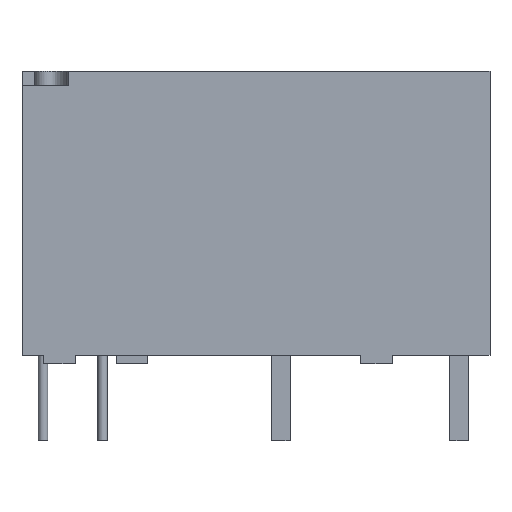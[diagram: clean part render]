
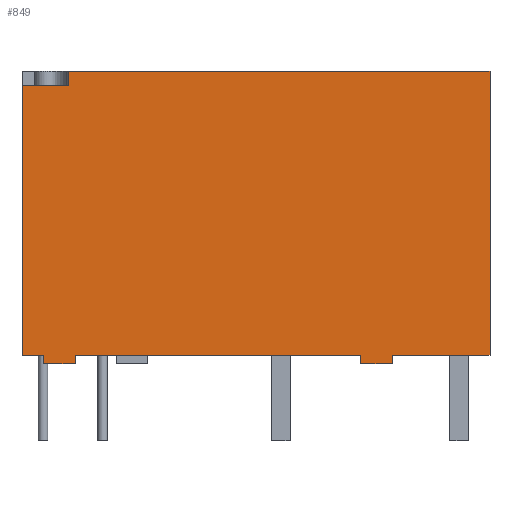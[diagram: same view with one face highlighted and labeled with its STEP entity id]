
A CAD part, front view. The second image highlights one B-rep face of the part: STEP entity #849.
In plain terms, the highlighted planar face has unit normal (0, -1, 0).
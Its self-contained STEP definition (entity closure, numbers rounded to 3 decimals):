
#53=FACE_OUTER_BOUND('',#103,.T.);
#103=EDGE_LOOP('',(#656,#657,#658,#659,#660,#661,#662,#663,#664,#665,#666,
#667,#668,#669));
#152=LINE('',#1214,#259);
#156=LINE('',#1222,#263);
#160=LINE('',#1230,#267);
#170=LINE('',#1254,#277);
#179=LINE('',#1275,#286);
#192=LINE('',#1301,#299);
#196=LINE('',#1310,#303);
#207=LINE('',#1329,#314);
#208=LINE('',#1332,#315);
#209=LINE('',#1334,#316);
#210=LINE('',#1335,#317);
#211=LINE('',#1337,#318);
#212=LINE('',#1338,#319);
#213=LINE('',#1339,#320);
#259=VECTOR('',#981,1000.);
#263=VECTOR('',#985,1000.);
#267=VECTOR('',#989,1000.);
#277=VECTOR('',#1007,1000.);
#286=VECTOR('',#1028,1000.);
#299=VECTOR('',#1049,1000.);
#303=VECTOR('',#1055,1000.);
#314=VECTOR('',#1070,1000.);
#315=VECTOR('',#1073,1000.);
#316=VECTOR('',#1074,1000.);
#317=VECTOR('',#1075,1000.);
#318=VECTOR('',#1076,1000.);
#319=VECTOR('',#1077,1000.);
#320=VECTOR('',#1078,1000.);
#362=VERTEX_POINT('',#1211);
#363=VERTEX_POINT('',#1213);
#366=VERTEX_POINT('',#1219);
#367=VERTEX_POINT('',#1221);
#370=VERTEX_POINT('',#1227);
#371=VERTEX_POINT('',#1229);
#381=VERTEX_POINT('',#1253);
#387=VERTEX_POINT('',#1273);
#394=VERTEX_POINT('',#1294);
#400=VERTEX_POINT('',#1308);
#406=VERTEX_POINT('',#1327);
#407=VERTEX_POINT('',#1331);
#408=VERTEX_POINT('',#1333);
#409=VERTEX_POINT('',#1336);
#444=EDGE_CURVE('',#363,#362,#152,.T.);
#448=EDGE_CURVE('',#367,#366,#156,.T.);
#452=EDGE_CURVE('',#371,#370,#160,.T.);
#464=EDGE_CURVE('',#381,#363,#170,.T.);
#475=EDGE_CURVE('',#387,#370,#179,.T.);
#488=EDGE_CURVE('',#394,#371,#192,.T.);
#492=EDGE_CURVE('',#400,#362,#196,.T.);
#503=EDGE_CURVE('',#406,#366,#207,.T.);
#504=EDGE_CURVE('',#407,#400,#208,.T.);
#505=EDGE_CURVE('',#408,#407,#209,.T.);
#506=EDGE_CURVE('',#394,#408,#210,.T.);
#507=EDGE_CURVE('',#387,#409,#211,.T.);
#508=EDGE_CURVE('',#409,#367,#212,.T.);
#509=EDGE_CURVE('',#406,#381,#213,.T.);
#656=ORIENTED_EDGE('',*,*,#504,.F.);
#657=ORIENTED_EDGE('',*,*,#505,.F.);
#658=ORIENTED_EDGE('',*,*,#506,.F.);
#659=ORIENTED_EDGE('',*,*,#488,.T.);
#660=ORIENTED_EDGE('',*,*,#452,.T.);
#661=ORIENTED_EDGE('',*,*,#475,.F.);
#662=ORIENTED_EDGE('',*,*,#507,.T.);
#663=ORIENTED_EDGE('',*,*,#508,.T.);
#664=ORIENTED_EDGE('',*,*,#448,.T.);
#665=ORIENTED_EDGE('',*,*,#503,.F.);
#666=ORIENTED_EDGE('',*,*,#509,.T.);
#667=ORIENTED_EDGE('',*,*,#464,.T.);
#668=ORIENTED_EDGE('',*,*,#444,.T.);
#669=ORIENTED_EDGE('',*,*,#492,.F.);
#791=PLANE('',#913);
#849=ADVANCED_FACE('',(#53),#791,.F.);
#913=AXIS2_PLACEMENT_3D('',#1330,#1071,#1072);
#981=DIRECTION('',(1.,0.,0.));
#985=DIRECTION('',(1.,0.,0.));
#989=DIRECTION('',(1.,0.,0.));
#1007=DIRECTION('',(0.,0.,1.));
#1028=DIRECTION('',(0.,0.,1.));
#1049=DIRECTION('',(0.,0.,-1.));
#1055=DIRECTION('',(0.,0.,-1.));
#1070=DIRECTION('',(0.,0.,1.));
#1071=DIRECTION('center_axis',(0.,1.,0.));
#1072=DIRECTION('ref_axis',(-1.,0.,0.));
#1073=DIRECTION('',(1.,0.,0.));
#1074=DIRECTION('',(0.,0.,1.));
#1075=DIRECTION('',(1.,0.,0.));
#1076=DIRECTION('',(1.,0.,0.));
#1077=DIRECTION('',(0.,0.,1.));
#1078=DIRECTION('',(1.,0.,0.));
#1211=CARTESIAN_POINT('',(10.,-2.54,0.35));
#1213=CARTESIAN_POINT('',(5.825,-2.54,0.35));
#1214=CARTESIAN_POINT('',(-10.,-2.54,0.35));
#1219=CARTESIAN_POINT('',(4.475,-2.54,0.35));
#1221=CARTESIAN_POINT('',(-7.725,-2.54,0.35));
#1222=CARTESIAN_POINT('',(-10.,-2.54,0.35));
#1227=CARTESIAN_POINT('',(-9.075,-2.54,0.35));
#1229=CARTESIAN_POINT('',(-10.,-2.54,0.35));
#1230=CARTESIAN_POINT('',(-10.,-2.54,0.35));
#1253=CARTESIAN_POINT('',(5.825,-2.54,0.));
#1254=CARTESIAN_POINT('',(5.825,-2.54,-1.423));
#1273=CARTESIAN_POINT('',(-9.075,-2.54,0.));
#1275=CARTESIAN_POINT('',(-9.075,-2.54,-1.423));
#1294=CARTESIAN_POINT('',(-10.,-2.54,11.9));
#1301=CARTESIAN_POINT('',(-10.,-2.54,12.5));
#1308=CARTESIAN_POINT('',(10.,-2.54,12.5));
#1310=CARTESIAN_POINT('',(10.,-2.54,12.5));
#1327=CARTESIAN_POINT('',(4.475,-2.54,0.));
#1329=CARTESIAN_POINT('',(4.475,-2.54,-1.423));
#1330=CARTESIAN_POINT('Origin',(-10.,-2.54,12.5));
#1331=CARTESIAN_POINT('',(-8.,-2.54,12.5));
#1332=CARTESIAN_POINT('',(-10.,-2.54,12.5));
#1333=CARTESIAN_POINT('',(-8.,-2.54,11.9));
#1334=CARTESIAN_POINT('',(-8.,-2.54,11.9));
#1335=CARTESIAN_POINT('',(-10.,-2.54,11.9));
#1336=CARTESIAN_POINT('',(-7.725,-2.54,0.));
#1337=CARTESIAN_POINT('',(-9.075,-2.54,0.));
#1338=CARTESIAN_POINT('',(-7.725,-2.54,-1.423));
#1339=CARTESIAN_POINT('',(4.475,-2.54,0.));
